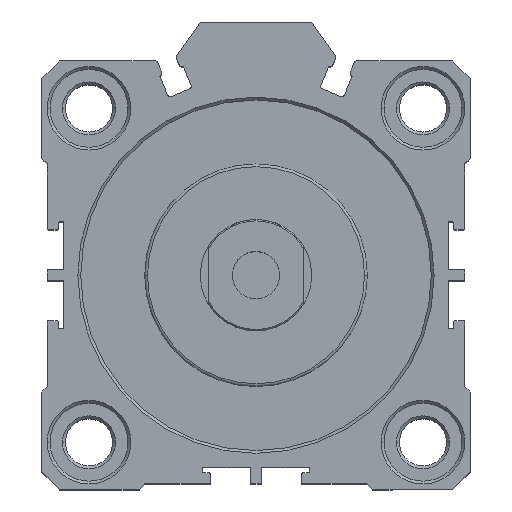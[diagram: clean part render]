
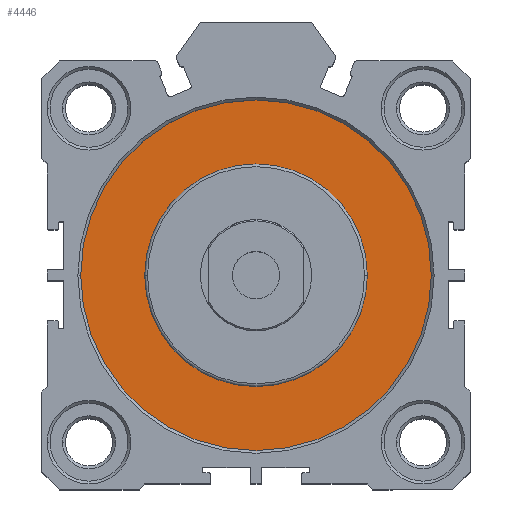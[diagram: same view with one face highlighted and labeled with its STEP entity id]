
A CAD part, top view. The second image highlights one B-rep face of the part: STEP entity #4446.
In plain terms, the highlighted planar face has unit normal (0, 0, 1).
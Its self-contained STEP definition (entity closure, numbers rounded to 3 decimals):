
#196 = PLANE ( 'NONE',  #3218 ) ;
#253 = DIRECTION ( 'NONE',  ( 1., 0., 0. ) ) ;
#265 = DIRECTION ( 'NONE',  ( 1., 0., 0. ) ) ;
#293 = ORIENTED_EDGE ( 'NONE', *, *, #5144, .F. ) ;
#425 = AXIS2_PLACEMENT_3D ( 'NONE', #814, #5130, #1433 ) ;
#550 = CIRCLE ( 'NONE', #425, 31.5 ) ;
#604 = ORIENTED_EDGE ( 'NONE', *, *, #3539, .T. ) ;
#767 = ORIENTED_EDGE ( 'NONE', *, *, #2879, .T. ) ;
#800 = DIRECTION ( 'NONE',  ( 1., 0., 0. ) ) ;
#814 = CARTESIAN_POINT ( 'NONE',  ( 0., 0., 20.3 ) ) ;
#1066 = VERTEX_POINT ( 'NONE', #6410 ) ;
#1433 = DIRECTION ( 'NONE',  ( 1., 0., 0. ) ) ;
#1835 = VERTEX_POINT ( 'NONE', #5225 ) ;
#1893 = CARTESIAN_POINT ( 'NONE',  ( -31.5, 0., 20.3 ) ) ;
#2138 = VERTEX_POINT ( 'NONE', #1893 ) ;
#2273 = ORIENTED_EDGE ( 'NONE', *, *, #5976, .F. ) ;
#2387 = CARTESIAN_POINT ( 'NONE',  ( 0., 0., 20.3 ) ) ;
#2629 = EDGE_LOOP ( 'NONE', ( #293, #2273 ) ) ;
#2724 = AXIS2_PLACEMENT_3D ( 'NONE', #7672, #3949, #265 ) ;
#2879 = EDGE_CURVE ( 'NONE', #2138, #1835, #550, .T. ) ;
#3018 = DIRECTION ( 'NONE',  ( 1., 0., 0. ) ) ;
#3122 = CARTESIAN_POINT ( 'NONE',  ( 20., 0., 20.3 ) ) ;
#3218 = AXIS2_PLACEMENT_3D ( 'NONE', #5084, #4483, #800 ) ;
#3280 = CIRCLE ( 'NONE', #7477, 20. ) ;
#3539 = EDGE_CURVE ( 'NONE', #1835, #2138, #5358, .T. ) ;
#3932 = DIRECTION ( 'NONE',  ( 0., 0., 1. ) ) ;
#3949 = DIRECTION ( 'NONE',  ( 0., 0., 1. ) ) ;
#4303 = VERTEX_POINT ( 'NONE', #3122 ) ;
#4446 = ADVANCED_FACE ( 'NONE', ( #5061, #6715 ), #196, .T. ) ;
#4483 = DIRECTION ( 'NONE',  ( 0., 0., 1. ) ) ;
#5061 = FACE_BOUND ( 'NONE', #2629, .T. ) ;
#5084 = CARTESIAN_POINT ( 'NONE',  ( 0., 0., 20.3 ) ) ;
#5130 = DIRECTION ( 'NONE',  ( 0., 0., 1. ) ) ;
#5144 = EDGE_CURVE ( 'NONE', #1066, #4303, #3280, .T. ) ;
#5225 = CARTESIAN_POINT ( 'NONE',  ( 31.5, 0., 20.3 ) ) ;
#5243 = EDGE_LOOP ( 'NONE', ( #604, #767 ) ) ;
#5358 = CIRCLE ( 'NONE', #6320, 31.5 ) ;
#5479 = CIRCLE ( 'NONE', #2724, 20. ) ;
#5976 = EDGE_CURVE ( 'NONE', #4303, #1066, #5479, .T. ) ;
#6320 = AXIS2_PLACEMENT_3D ( 'NONE', #7665, #3932, #253 ) ;
#6410 = CARTESIAN_POINT ( 'NONE',  ( -20., 0., 20.3 ) ) ;
#6699 = DIRECTION ( 'NONE',  ( 0., 0., 1. ) ) ;
#6715 = FACE_OUTER_BOUND ( 'NONE', #5243, .T. ) ;
#7477 = AXIS2_PLACEMENT_3D ( 'NONE', #2387, #6699, #3018 ) ;
#7665 = CARTESIAN_POINT ( 'NONE',  ( 0., 0., 20.3 ) ) ;
#7672 = CARTESIAN_POINT ( 'NONE',  ( 0., 0., 20.3 ) ) ;
